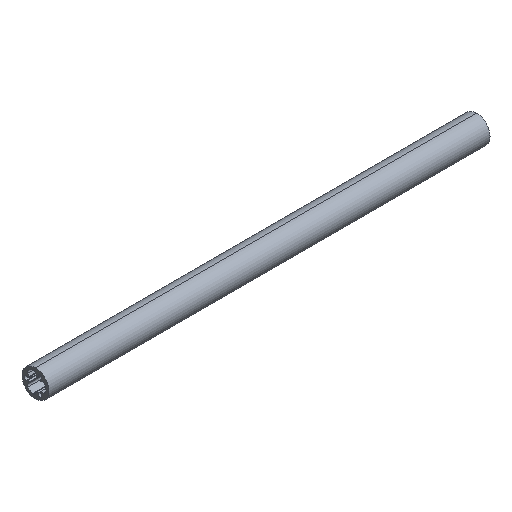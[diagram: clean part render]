
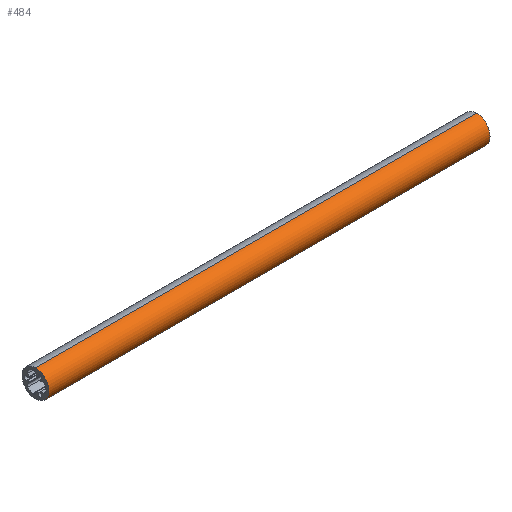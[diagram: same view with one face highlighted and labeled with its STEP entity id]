
A CAD part, isometric view. The second image highlights one B-rep face of the part: STEP entity #484.
In plain terms, the highlighted cylindrical face has radius 12.5 mm (diameter 25 mm), a partial arc.
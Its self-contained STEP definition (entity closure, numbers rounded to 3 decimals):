
#4 = CARTESIAN_POINT ( 'NONE',  ( -134.295, 0., 0. ) ) ;
#8 = CARTESIAN_POINT ( 'NONE',  ( -205., 0., 0. ) ) ;
#18 = CARTESIAN_POINT ( 'NONE',  ( -205., 0., 12.5 ) ) ;
#52 = VECTOR ( 'NONE', #185, 1000. ) ;
#75 = DIRECTION ( 'NONE',  ( 0., 0., 1. ) ) ;
#109 = ORIENTED_EDGE ( 'NONE', *, *, #398, .F. ) ;
#121 = CIRCLE ( 'NONE', #960, 12.5 ) ;
#178 = EDGE_LOOP ( 'NONE', ( #109, #635, #265, #955 ) ) ;
#185 = DIRECTION ( 'NONE',  ( -1., 0., 0. ) ) ;
#186 = VECTOR ( 'NONE', #611, 1000. ) ;
#202 = DIRECTION ( 'NONE',  ( -1., 0., 0. ) ) ;
#265 = ORIENTED_EDGE ( 'NONE', *, *, #433, .T. ) ;
#300 = CIRCLE ( 'NONE', #919, 12.5 ) ;
#302 = VERTEX_POINT ( 'NONE', #18 ) ;
#304 = CARTESIAN_POINT ( 'NONE',  ( -134.295, 0., 12.5 ) ) ;
#324 = VERTEX_POINT ( 'NONE', #855 ) ;
#333 = FACE_OUTER_BOUND ( 'NONE', #178, .T. ) ;
#398 = EDGE_CURVE ( 'NONE', #1059, #799, #863, .T. ) ;
#426 = LINE ( 'NONE', #304, #52 ) ;
#433 = EDGE_CURVE ( 'NONE', #324, #302, #426, .T. ) ;
#443 = CARTESIAN_POINT ( 'NONE',  ( 205., 0., 0. ) ) ;
#451 = CARTESIAN_POINT ( 'NONE',  ( -205., 0., -12.5 ) ) ;
#484 = ADVANCED_FACE ( 'NONE', ( #333 ), #1066, .T. ) ;
#611 = DIRECTION ( 'NONE',  ( -1., 0., 0. ) ) ;
#635 = ORIENTED_EDGE ( 'NONE', *, *, #650, .T. ) ;
#650 = EDGE_CURVE ( 'NONE', #1059, #324, #300, .T. ) ;
#713 = DIRECTION ( 'NONE',  ( 0., 0., 1. ) ) ;
#737 = CARTESIAN_POINT ( 'NONE',  ( -134.295, 0., -12.5 ) ) ;
#758 = AXIS2_PLACEMENT_3D ( 'NONE', #4, #840, #713 ) ;
#799 = VERTEX_POINT ( 'NONE', #451 ) ;
#840 = DIRECTION ( 'NONE',  ( -1., 0., 0. ) ) ;
#855 = CARTESIAN_POINT ( 'NONE',  ( 205., 0., 12.5 ) ) ;
#863 = LINE ( 'NONE', #737, #186 ) ;
#919 = AXIS2_PLACEMENT_3D ( 'NONE', #443, #202, #75 ) ;
#928 = CARTESIAN_POINT ( 'NONE',  ( 205., 0., -12.5 ) ) ;
#955 = ORIENTED_EDGE ( 'NONE', *, *, #1178, .F. ) ;
#960 = AXIS2_PLACEMENT_3D ( 'NONE', #8, #1100, #969 ) ;
#969 = DIRECTION ( 'NONE',  ( 0., 0., 1. ) ) ;
#1059 = VERTEX_POINT ( 'NONE', #928 ) ;
#1066 = CYLINDRICAL_SURFACE ( 'NONE', #758, 12.5 ) ;
#1100 = DIRECTION ( 'NONE',  ( -1., 0., 0. ) ) ;
#1178 = EDGE_CURVE ( 'NONE', #799, #302, #121, .T. ) ;
